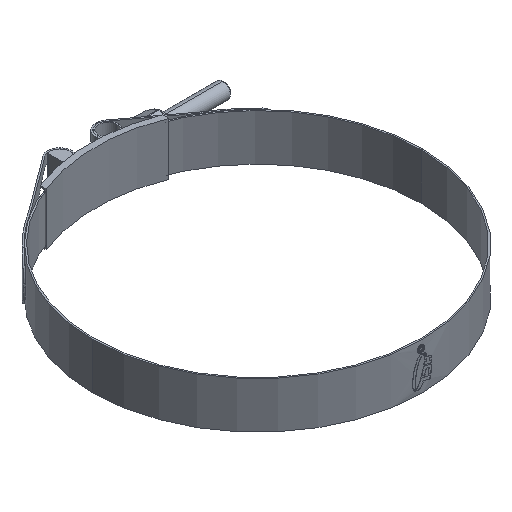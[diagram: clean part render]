
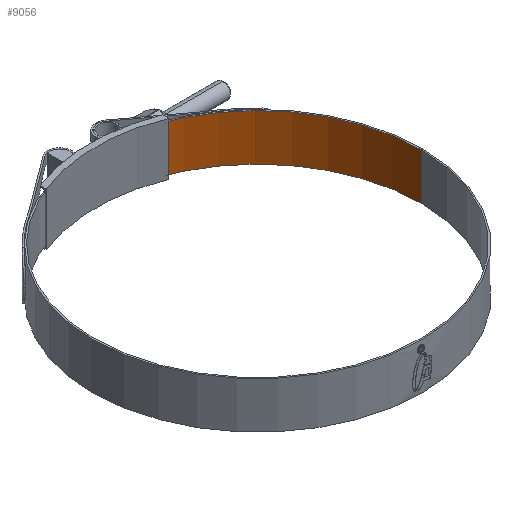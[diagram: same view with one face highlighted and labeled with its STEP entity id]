
A CAD part, isometric view. The second image highlights one B-rep face of the part: STEP entity #9056.
In plain terms, the highlighted cylindrical face has radius 68 mm (diameter 136 mm), a partial arc.
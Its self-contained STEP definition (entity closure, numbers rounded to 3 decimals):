
#209 = DIRECTION ( 'NONE',  ( 0., 0., -1. ) ) ;
#315 = CARTESIAN_POINT ( 'NONE',  ( 68., 0., 9.65 ) ) ;
#512 = ORIENTED_EDGE ( 'NONE', *, *, #9326, .T. ) ;
#717 = CARTESIAN_POINT ( 'NONE',  ( 0., 0., 9.65 ) ) ;
#805 = DIRECTION ( 'NONE',  ( -1., 0., 0. ) ) ;
#884 = DIRECTION ( 'NONE',  ( 0., 0., -1. ) ) ;
#1259 = CARTESIAN_POINT ( 'NONE',  ( 68., 0., 9.65 ) ) ;
#1613 = EDGE_CURVE ( 'NONE', #12381, #5473, #6233, .T. ) ;
#2107 = FACE_OUTER_BOUND ( 'NONE', #13481, .T. ) ;
#2649 = AXIS2_PLACEMENT_3D ( 'NONE', #14035, #209, #6642 ) ;
#3046 = CARTESIAN_POINT ( 'NONE',  ( 9.315, 67.359, -9.65 ) ) ;
#3473 = VERTEX_POINT ( 'NONE', #11403 ) ;
#5426 = CARTESIAN_POINT ( 'NONE',  ( 0., 0., -9.65 ) ) ;
#5473 = VERTEX_POINT ( 'NONE', #1259 ) ;
#5869 = LINE ( 'NONE', #315, #7071 ) ;
#5999 = ORIENTED_EDGE ( 'NONE', *, *, #13996, .T. ) ;
#6233 = CIRCLE ( 'NONE', #12363, 68. ) ;
#6294 = CIRCLE ( 'NONE', #14279, 68. ) ;
#6434 = EDGE_CURVE ( 'NONE', #5473, #3473, #5869, .T. ) ;
#6514 = CARTESIAN_POINT ( 'NONE',  ( 9.315, 67.359, 9.65 ) ) ;
#6569 = CYLINDRICAL_SURFACE ( 'NONE', #2649, 68. ) ;
#6642 = DIRECTION ( 'NONE',  ( -1., 0., 0. ) ) ;
#7071 = VECTOR ( 'NONE', #11738, 1000. ) ;
#7616 = LINE ( 'NONE', #6514, #9014 ) ;
#8201 = DIRECTION ( 'NONE',  ( -1., 0., 0. ) ) ;
#8272 = DIRECTION ( 'NONE',  ( 0., 0., -1. ) ) ;
#9014 = VECTOR ( 'NONE', #13264, 1000. ) ;
#9056 = ADVANCED_FACE ( 'NONE', ( #2107 ), #6569, .F. ) ;
#9326 = EDGE_CURVE ( 'NONE', #12381, #13689, #7616, .T. ) ;
#11403 = CARTESIAN_POINT ( 'NONE',  ( 68., 0., -9.65 ) ) ;
#11738 = DIRECTION ( 'NONE',  ( 0., 0., -1. ) ) ;
#12363 = AXIS2_PLACEMENT_3D ( 'NONE', #717, #8272, #8201 ) ;
#12381 = VERTEX_POINT ( 'NONE', #13106 ) ;
#12476 = ORIENTED_EDGE ( 'NONE', *, *, #1613, .F. ) ;
#13106 = CARTESIAN_POINT ( 'NONE',  ( 9.315, 67.359, 9.65 ) ) ;
#13264 = DIRECTION ( 'NONE',  ( 0., 0., -1. ) ) ;
#13481 = EDGE_LOOP ( 'NONE', ( #14054, #12476, #512, #5999 ) ) ;
#13689 = VERTEX_POINT ( 'NONE', #3046 ) ;
#13996 = EDGE_CURVE ( 'NONE', #13689, #3473, #6294, .T. ) ;
#14035 = CARTESIAN_POINT ( 'NONE',  ( 0., 0., 9.65 ) ) ;
#14054 = ORIENTED_EDGE ( 'NONE', *, *, #6434, .F. ) ;
#14279 = AXIS2_PLACEMENT_3D ( 'NONE', #5426, #884, #805 ) ;
